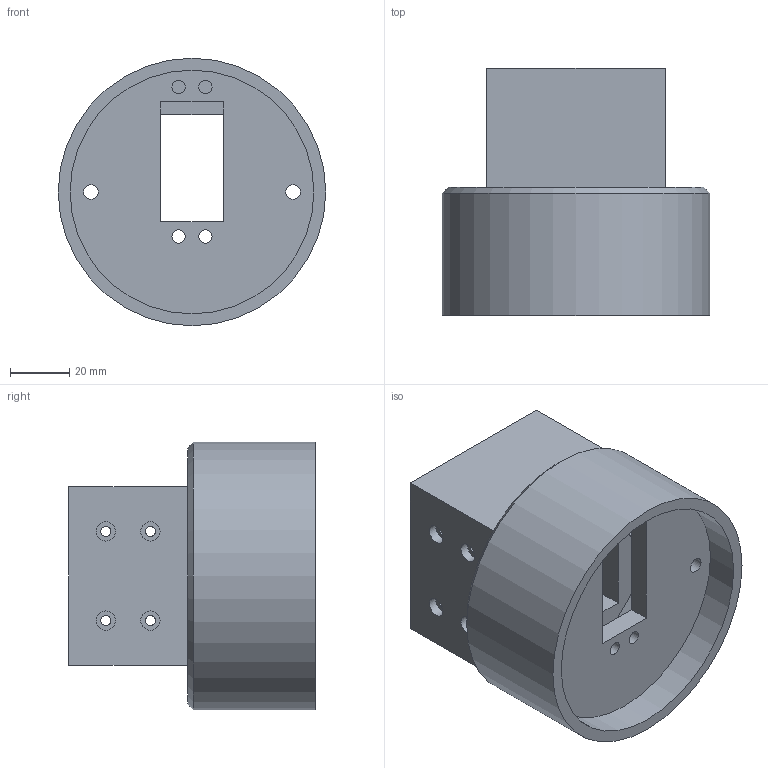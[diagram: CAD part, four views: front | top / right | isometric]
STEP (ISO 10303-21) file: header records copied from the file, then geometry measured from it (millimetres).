
FILE_DESCRIPTION(/* description */ ('STEP AP214'),/* implementation_level */ '2;1');
FILE_NAME(/* name */ '67f71b3ab2acff2e7002bffc',/* time_stamp */ '2025-04-10T01:13:31Z',/* author */ (''),/* organization */ (''),/* preprocessor_version */ 'ST-DEVELOPER v20',/* originating_system */ 'ONSHAPE BY PTC INC, 1.196',/* authorisation */ ' ');
FILE_SCHEMA (('AUTOMOTIVE_DESIGN {1 0 10303 214 3 1 1}'));
Length unit declared in the file: metre
Products named in the file (1): Joint4
Bounding box: 90 x 83 x 90 mm (x, y, z)
Volume: 118836.6 mm3; surface area: 56772.7 mm2
Topology: 1 solids, 1 shells, 74 faces, 180 edges, 120 vertices
Faces by surface type: plane 50, cylinder 23, cone 1
Full cylindrical faces by diameter (mm): 3.4 x8, 4.5 x4, 5 x4, 6.5 x4, 82 x2, 90 x1
Entity records: 2140 total; most frequent: DIRECTION 352, CARTESIAN_POINT 349, ORIENTED_EDGE 310, EDGE_CURVE 155, EDGE_LOOP 144, FACE_BOUND 144, AXIS2_PLACEMENT_3D 122, VERTEX_POINT 119
